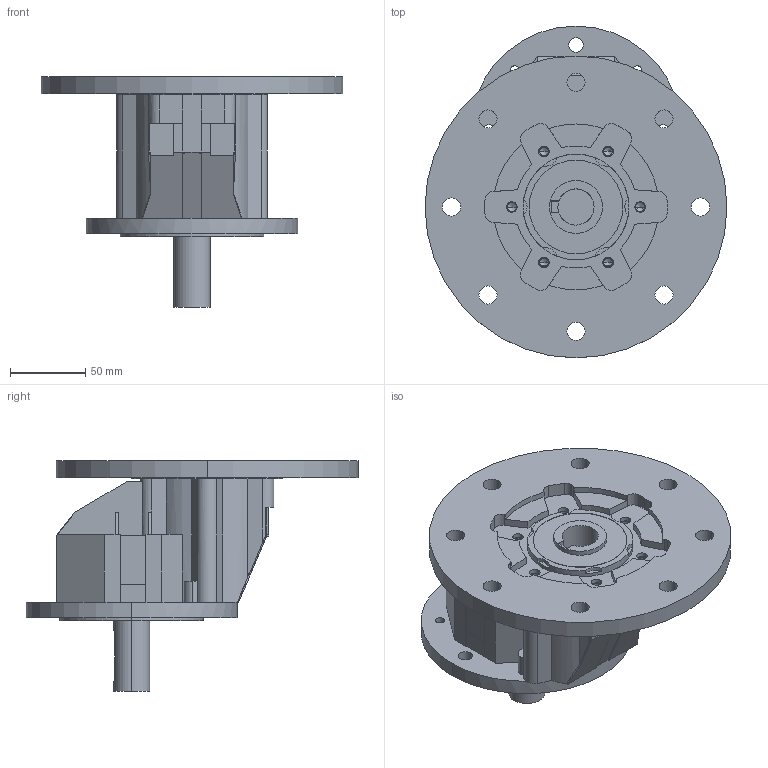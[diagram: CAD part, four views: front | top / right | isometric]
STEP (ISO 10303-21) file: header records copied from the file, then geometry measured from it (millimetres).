
FILE_DESCRIPTION (( 'STEP AP203' ), '1' );
FILE_NAME ('Pm_80 B5_200.STEP', '2016-07-18T13:37:24', ( 'Usuario' ), ( '' ), 'SwSTEP 2.0', 'SolidWorks 2015', '' );
FILE_SCHEMA (( 'CONFIG_CONTROL_DESIGN' ));
Length unit declared in the file: millimetre
Products named in the file (3): pm-80; Brida Pm-80 B5_200; Pm_80 B5_200
Assembly tree (2 placements, depth 2):
  Pm_80 B5_200
    pm-80
    Brida Pm-80 B5_200
Bounding box: 200 x 220 x 153 mm (x, y, z)
Volume: 1127257.8 mm3; surface area: 175971.7 mm2
Topology: 3 solids, 4 shells, 345 faces, 917 edges, 584 vertices
Faces by surface type: plane 176, cylinder 149, cone 20
Entity records: 11052 total; most frequent: CARTESIAN_POINT 1933, DIRECTION 1910, ORIENTED_EDGE 1798, EDGE_CURVE 899, AXIS2_PLACEMENT_3D 675, VERTEX_POINT 584, VECTOR 560, LINE 560
